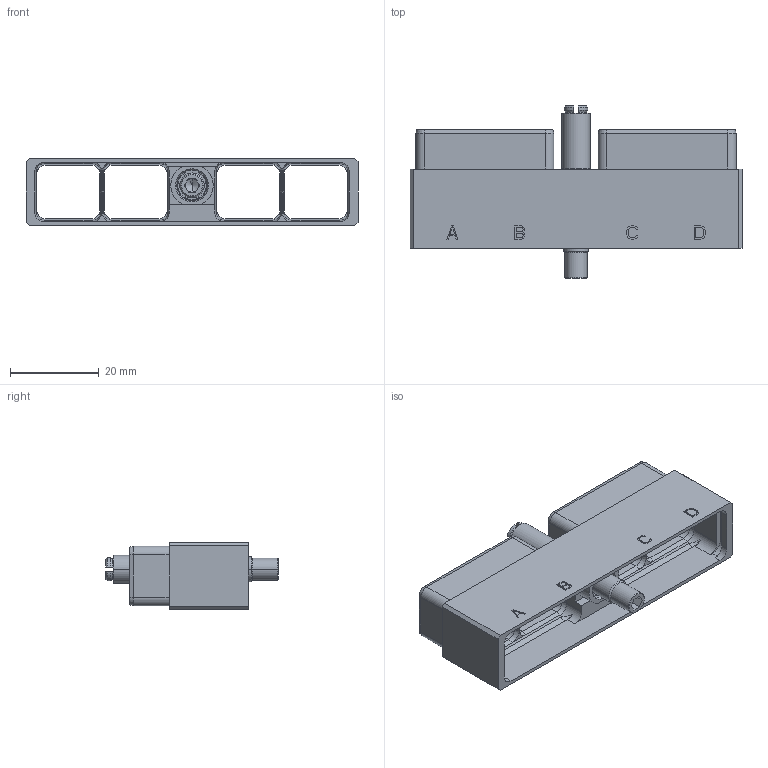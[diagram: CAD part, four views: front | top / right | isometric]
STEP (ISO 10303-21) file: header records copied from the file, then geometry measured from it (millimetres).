
FILE_DESCRIPTION((''),'2;1');
FILE_NAME('33505224018','2019-11-05T',('presta_be4'),(''),'CREO PARAMETRIC BY PTC INC, 2018360','CREO PARAMETRIC BY PTC INC, 2018360','');
FILE_SCHEMA(('CONFIG_CONTROL_DESIGN'));
Length unit declared in the file: millimetre
Products named in the file (1): 33505224018
Bounding box: 74.96 x 38.9 x 15.14 mm (x, y, z)
Volume: 7204.4 mm3; surface area: 13025.9 mm2
Topology: 1 solids, 1 shells, 756 faces, 2080 edges, 1346 vertices
Faces by surface type: plane 549, cylinder 127, cone 76, torus 4
Entity records: 25520 total; most frequent: CARTESIAN_POINT 6119, ORIENTED_EDGE 4152, DIRECTION 3851, EDGE_CURVE 2076, VECTOR 1649, LINE 1649, VERTEX_POINT 1346, AXIS2_PLACEMENT_3D 1101
